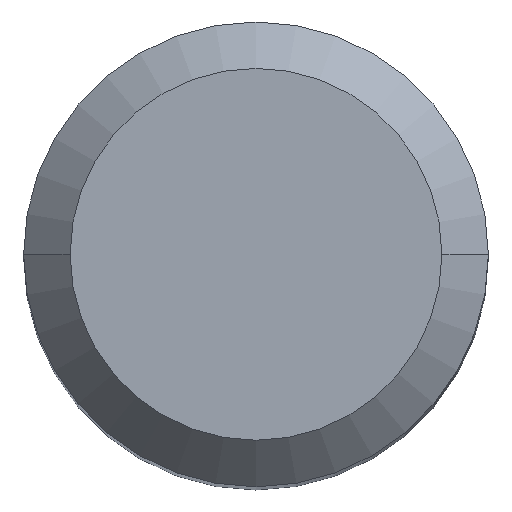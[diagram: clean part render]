
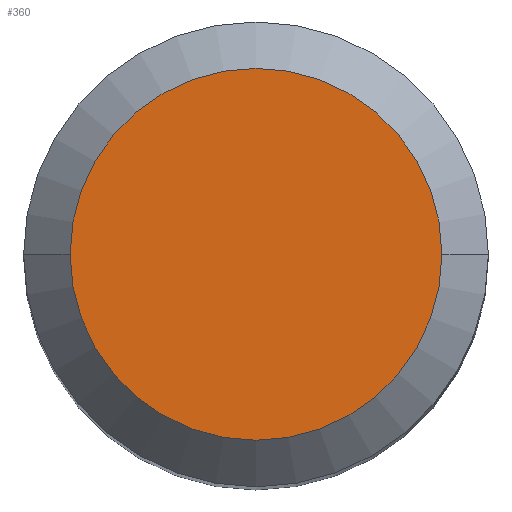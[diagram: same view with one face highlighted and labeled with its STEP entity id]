
A CAD part, top view. The second image highlights one B-rep face of the part: STEP entity #360.
In plain terms, the highlighted planar face has unit normal (0, 0, 1).
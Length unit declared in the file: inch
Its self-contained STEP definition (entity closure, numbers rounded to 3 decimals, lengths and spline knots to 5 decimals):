
#40 = DIRECTION ( 'NONE',  ( 1., 0., 0. ) ) ;
#62 = AXIS2_PLACEMENT_3D ( 'NONE', #315, #120, #272 ) ;
#88 = CIRCLE ( 'NONE', #216, 0.15748 ) ;
#105 = CARTESIAN_POINT ( 'NONE',  ( 0., 0., 0. ) ) ;
#112 = DIRECTION ( 'NONE',  ( 0., 0., 1. ) ) ;
#120 = DIRECTION ( 'NONE',  ( 0., 0., -1. ) ) ;
#139 = VERTEX_POINT ( 'NONE', #413 ) ;
#142 = ORIENTED_EDGE ( 'NONE', *, *, #410, .T. ) ;
#159 = VERTEX_POINT ( 'NONE', #185 ) ;
#185 = CARTESIAN_POINT ( 'NONE',  ( 0.15748, 0., 0. ) ) ;
#216 = AXIS2_PLACEMENT_3D ( 'NONE', #461, #270, #40 ) ;
#227 = DIRECTION ( 'NONE',  ( 1., 0., 0. ) ) ;
#270 = DIRECTION ( 'NONE',  ( 0., 0., 1. ) ) ;
#272 = DIRECTION ( 'NONE',  ( -1., 0., 0. ) ) ;
#313 = ORIENTED_EDGE ( 'NONE', *, *, #326, .T. ) ;
#315 = CARTESIAN_POINT ( 'NONE',  ( 0., 0., 0. ) ) ;
#326 = EDGE_CURVE ( 'NONE', #139, #159, #88, .T. ) ;
#330 = AXIS2_PLACEMENT_3D ( 'NONE', #105, #112, #227 ) ;
#351 = FACE_OUTER_BOUND ( 'NONE', #397, .T. ) ;
#360 = ADVANCED_FACE ( 'NONE', ( #351 ), #488, .F. ) ;
#397 = EDGE_LOOP ( 'NONE', ( #313, #142 ) ) ;
#410 = EDGE_CURVE ( 'NONE', #159, #139, #477, .T. ) ;
#413 = CARTESIAN_POINT ( 'NONE',  ( -0.15748, 0., 0. ) ) ;
#461 = CARTESIAN_POINT ( 'NONE',  ( 0., 0., 0. ) ) ;
#477 = CIRCLE ( 'NONE', #330, 0.15748 ) ;
#488 = PLANE ( 'NONE',  #62 ) ;
